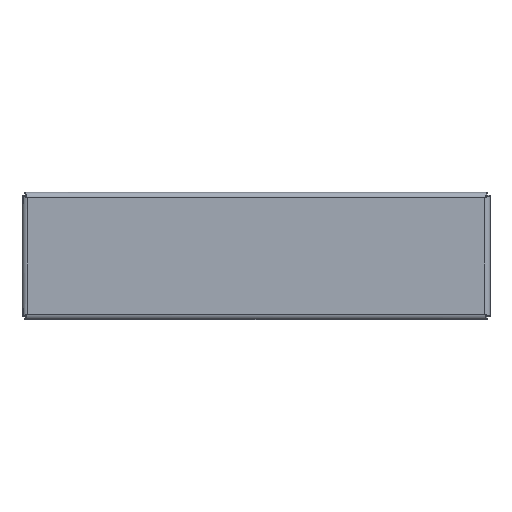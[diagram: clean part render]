
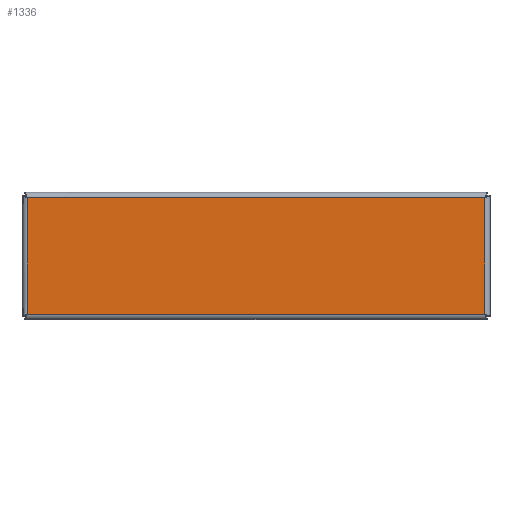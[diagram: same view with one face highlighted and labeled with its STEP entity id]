
A CAD part, top view. The second image highlights one B-rep face of the part: STEP entity #1336.
In plain terms, the highlighted planar face has unit normal (0, 0, 1).
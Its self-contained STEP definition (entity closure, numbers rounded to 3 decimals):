
#151=FACE_OUTER_BOUND($,#225,.T.);
#225=EDGE_LOOP($,(#1045,#1046,#1047,#1048));
#330=LINE($,#1988,#462);
#345=LINE($,#2085,#477);
#357=LINE($,#2168,#489);
#362=LINE($,#2185,#494);
#462=VECTOR($,#1587,67.);
#477=VECTOR($,#1614,263.);
#489=VECTOR($,#1638,67.);
#494=VECTOR($,#1649,263.);
#580=VERTEX_POINT($,#1933);
#583=VERTEX_POINT($,#1965);
#586=VERTEX_POINT($,#1979);
#587=VERTEX_POINT($,#1987);
#711=EDGE_CURVE($,#587,#586,#330,.T.);
#730=EDGE_CURVE($,#583,#587,#345,.T.);
#745=EDGE_CURVE($,#580,#583,#357,.T.);
#751=EDGE_CURVE($,#586,#580,#362,.T.);
#1045=ORIENTED_EDGE($,*,*,#711,.T.);
#1046=ORIENTED_EDGE($,*,*,#751,.T.);
#1047=ORIENTED_EDGE($,*,*,#745,.T.);
#1048=ORIENTED_EDGE($,*,*,#730,.T.);
#1185=PLANE($,#1416);
#1336=ADVANCED_FACE($,(#151),#1185,.T.);
#1416=AXIS2_PLACEMENT_3D($,#2268,#1673,#1674);
#1587=DIRECTION($,(0.,1.,0.));
#1614=DIRECTION($,(1.,0.,0.));
#1638=DIRECTION($,(0.,-1.,0.));
#1649=DIRECTION($,(-1.,0.,0.));
#1673=DIRECTION('center_axis',(0.,0.,
1.));
#1674=DIRECTION('ref_axis',(0.,1.,0.));
#1933=CARTESIAN_POINT('',(-131.5,33.5,21.74));
#1965=CARTESIAN_POINT('',(-131.5,-33.5,21.74));
#1979=CARTESIAN_POINT('',(131.5,33.5,21.74));
#1987=CARTESIAN_POINT('',(131.5,-33.5,21.74));
#1988=CARTESIAN_POINT($,(131.5,-16.75,21.74));
#2085=CARTESIAN_POINT($,(-65.75,-33.5,21.74));
#2168=CARTESIAN_POINT($,(-131.5,16.75,21.74));
#2185=CARTESIAN_POINT($,(65.75,33.5,21.74));
#2268=CARTESIAN_POINT('Origin',(0.,0.,
21.74));
